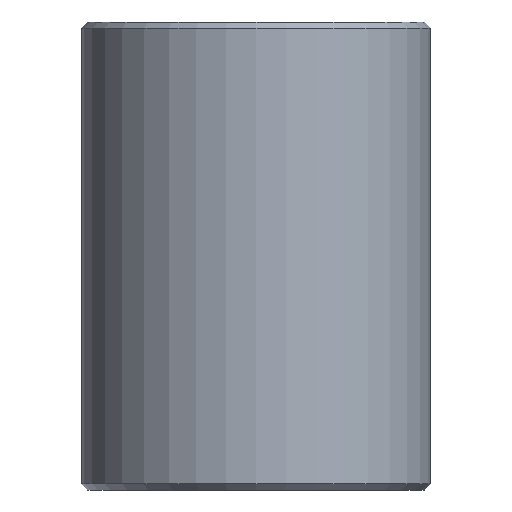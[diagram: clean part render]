
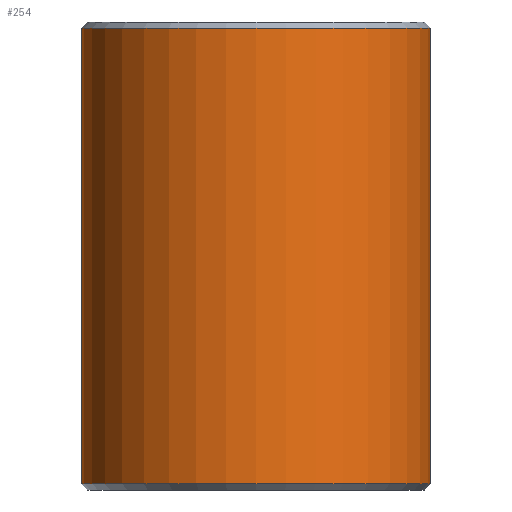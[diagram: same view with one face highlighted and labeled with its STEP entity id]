
A CAD part, front view. The second image highlights one B-rep face of the part: STEP entity #254.
In plain terms, the highlighted cylindrical face has radius 9.316 mm (diameter 18.631 mm), a partial arc.
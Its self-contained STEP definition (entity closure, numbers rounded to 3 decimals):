
#1 = ORIENTED_EDGE ( 'NONE', *, *, #52, .T. ) ;
#30 = VERTEX_POINT ( 'NONE', #104 ) ;
#33 = VERTEX_POINT ( 'NONE', #98 ) ;
#36 = VERTEX_POINT ( 'NONE', #93 ) ;
#42 = VERTEX_POINT ( 'NONE', #203 ) ;
#52 = EDGE_CURVE ( 'NONE', #30, #33, #151, .T. ) ;
#53 = ORIENTED_EDGE ( 'NONE', *, *, #121, .T. ) ;
#54 = EDGE_LOOP ( 'NONE', ( #255, #1, #53, #71 ) ) ;
#71 = ORIENTED_EDGE ( 'NONE', *, *, #118, .F. ) ;
#75 = DIRECTION ( 'NONE',  ( 1., 0., 0. ) ) ;
#76 = DIRECTION ( 'NONE',  ( 0., 0., 1. ) ) ;
#77 = CARTESIAN_POINT ( 'NONE',  ( 0., 0., -0.325 ) ) ;
#78 = AXIS2_PLACEMENT_3D ( 'NONE', #77, #76, #75 ) ;
#79 = CIRCLE ( 'NONE', #78, 9.316 ) ;
#80 = DIRECTION ( 'NONE',  ( 0., 0., 1. ) ) ;
#81 = VECTOR ( 'NONE', #80, 1000. ) ;
#82 = CARTESIAN_POINT ( 'NONE',  ( -9.316, 0., 0. ) ) ;
#83 = LINE ( 'NONE', #82, #81 ) ;
#91 = EDGE_CURVE ( 'NONE', #30, #42, #83, .T. ) ;
#93 = CARTESIAN_POINT ( 'NONE',  ( 9.316, 0., -0.325 ) ) ;
#98 = CARTESIAN_POINT ( 'NONE',  ( 9.316, 0., -24.675 ) ) ;
#104 = CARTESIAN_POINT ( 'NONE',  ( -9.316, 0., -24.675 ) ) ;
#118 = EDGE_CURVE ( 'NONE', #42, #36, #79, .T. ) ;
#121 = EDGE_CURVE ( 'NONE', #33, #36, #183, .T. ) ;
#147 = DIRECTION ( 'NONE',  ( 1., 0., 0. ) ) ;
#148 = DIRECTION ( 'NONE',  ( 0., 0., 1. ) ) ;
#149 = CARTESIAN_POINT ( 'NONE',  ( 0., 0., -24.675 ) ) ;
#150 = AXIS2_PLACEMENT_3D ( 'NONE', #149, #148, #147 ) ;
#151 = CIRCLE ( 'NONE', #150, 9.316 ) ;
#180 = DIRECTION ( 'NONE',  ( 0., 0., 1. ) ) ;
#181 = VECTOR ( 'NONE', #180, 1000. ) ;
#182 = CARTESIAN_POINT ( 'NONE',  ( 9.316, 0., 0. ) ) ;
#183 = LINE ( 'NONE', #182, #181 ) ;
#203 = CARTESIAN_POINT ( 'NONE',  ( -9.316, 0., -0.325 ) ) ;
#254 = ADVANCED_FACE ( 'NONE', ( #267 ), #266, .T. ) ;
#255 = ORIENTED_EDGE ( 'NONE', *, *, #91, .F. ) ;
#262 = DIRECTION ( 'NONE',  ( 1., 0., 0. ) ) ;
#263 = DIRECTION ( 'NONE',  ( 0., 0., 1. ) ) ;
#264 = AXIS2_PLACEMENT_3D ( 'NONE', #272, #263, #262 ) ;
#266 = CYLINDRICAL_SURFACE ( 'NONE', #264, 9.316 ) ;
#267 = FACE_OUTER_BOUND ( 'NONE', #54, .T. ) ;
#272 = CARTESIAN_POINT ( 'NONE',  ( 0., 0., 0. ) ) ;
